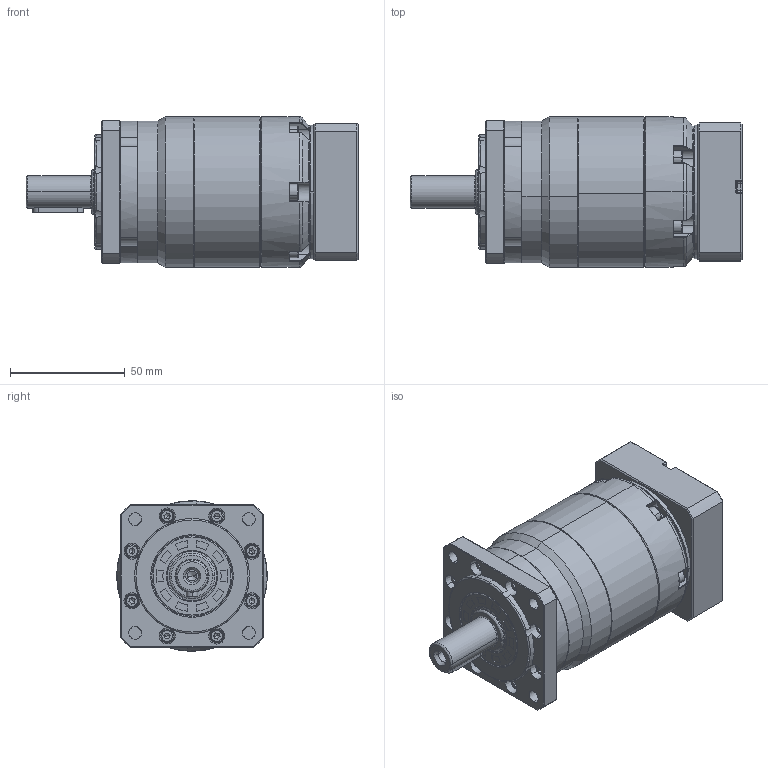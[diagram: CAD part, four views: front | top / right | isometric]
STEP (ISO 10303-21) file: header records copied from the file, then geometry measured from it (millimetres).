
FILE_DESCRIPTION (( 'STEP AP214' ), '1' );
FILE_NAME ('FGA060D-L2-14-50-70-M5-341.STEP', '2020-10-21T02:31:03', ( '' ), ( '' ), 'SwSTEP 2.0', 'SolidWorks 2014', '' );
FILE_SCHEMA (( 'AUTOMOTIVE_DESIGN' ));
Length unit declared in the file: millimetre
Products named in the file (14): 3-输入端壳体FAD064D; hexagon socket head cap screws gb_GB_FASTENER_SCREWS_HSHCS M3X16-N; hex socket set screws with cone point gb_GB_FASTENER_SCREWS_HSCP M10X10-N; 输入太阳齿轮060D-14; FAD064D一级内齿圈; FG060齿圈; FGA060D-L2-14-50-70-M5-341; hexagon socket head cap screws gb_GB_FASTENER_SCREWS_HSHCS M4X16-N; 蚐猾20355; A倰す瑩5-22; 11-输入法兰FAB060D-50-70-M4; 8-怀堤傷褲极FGA060; FAB060D怀堤俴陎殤-14粣; 坶踡遠18-37-12(1)
Assembly tree (29 placements, depth 2):
  FGA060D-L2-14-50-70-M5-341
    蚐猾20355
    A倰す瑩5-22
    坶踡遠18-37-12(1)
    3-输入端壳体FAD064D
    11-输入法兰FAB060D-50-70-M4
    8-怀堤傷褲极FGA060
    FG060齿圈
    输入太阳齿轮060D-14
    FAD064D一级内齿圈
    hexagon socket head cap screws gb_GB_FASTENER_SCREWS_HSHCS M4X16-N  x10
    hexagon socket head cap screws gb_GB_FASTENER_SCREWS_HSHCS M3X16-N  x8
    hex socket set screws with cone point gb_GB_FASTENER_SCREWS_HSCP M10X10-N
    FAB060D怀堤俴陎殤-14粣
Bounding box: 144.5 x 65.5 x 65.5 mm (x, y, z)
Volume: 349186.4 mm3; surface area: 89979.3 mm2
Topology: 30 solids, 35 shells, 1430 faces, 3376 edges, 2021 vertices
Faces by surface type: plane 512, cylinder 386, cone 268, torus 180, bspline 84
Entity records: 40351 total; most frequent: CARTESIAN_POINT 13489, DIRECTION 5240, ORIENTED_EDGE 4868, EDGE_CURVE 2434, AXIS2_PLACEMENT_3D 2164, VERTEX_POINT 1493, CIRCLE 1186, EDGE_LOOP 1137
